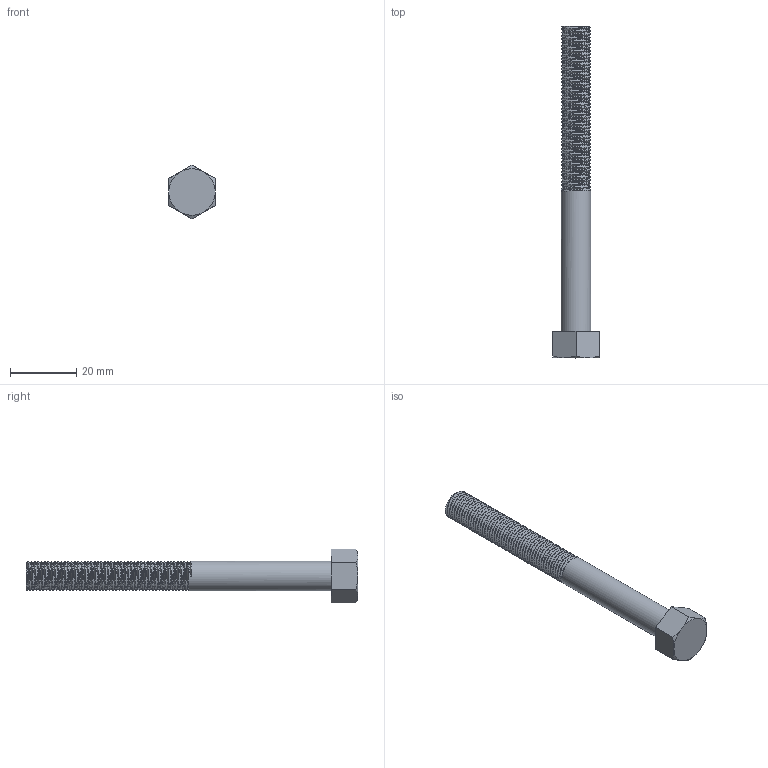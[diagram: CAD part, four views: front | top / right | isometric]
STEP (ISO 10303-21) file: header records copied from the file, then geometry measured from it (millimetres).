
FILE_DESCRIPTION (( 'STEP AP214' ), '1' );
FILE_NAME ('Part7. Bolt.STEP', '2025-02-20T13:27:06', ( '' ), ( '' ), 'SwSTEP 2.0', 'SolidWorks 2025', '' );
FILE_SCHEMA (( 'AUTOMOTIVE_DESIGN' ));
Length unit declared in the file: millimetre
Products named in the file (1): Part7. Bolt
Bounding box: 14 x 100 x 16.17 mm (x, y, z)
Volume: 6748.7 mm3; surface area: 4040.2 mm2
Topology: 1 solids, 1 shells, 69 faces, 192 edges, 126 vertices
Faces by surface type: cylinder 50, plane 10, cone 6, bspline 3
Full cylindrical faces by diameter (mm): 9 x49
Entity records: 7338 total; most frequent: CARTESIAN_POINT 6925, ORIENTED_EDGE 86, DIRECTION 68, EDGE_CURVE 43, VERTEX_POINT 27, AXIS2_PLACEMENT_3D 26, EDGE_LOOP 22, FACE_OUTER_BOUND 21
